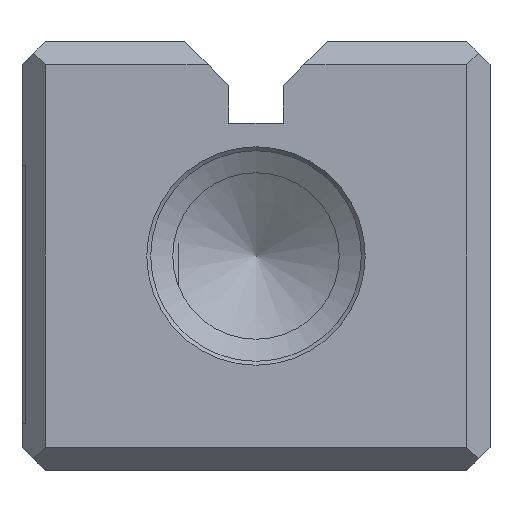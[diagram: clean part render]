
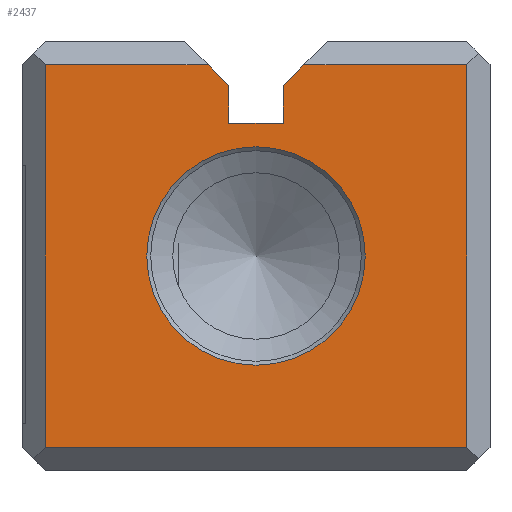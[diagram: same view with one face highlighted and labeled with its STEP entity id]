
A CAD part, front view. The second image highlights one B-rep face of the part: STEP entity #2437.
In plain terms, the highlighted planar face has unit normal (0, -1, 0).
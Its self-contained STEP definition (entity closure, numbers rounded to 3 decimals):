
#2437=ADVANCED_FACE('',(#3267,#3268),#2786,.T.);
#2786=PLANE('',#8361);
#3020=CIRCLE('',#8360,1.4);
#3267=FACE_BOUND('',#3395,.T.);
#3268=FACE_BOUND('',#3396,.T.);
#3395=EDGE_LOOP('',(#4033,#4034,#4035,#4036,#4037,#4038,#4039,#4040,#4041,
#4042));
#3396=EDGE_LOOP('',(#4043));
#4033=ORIENTED_EDGE('',*,*,#6395,.T.);
#4034=ORIENTED_EDGE('',*,*,#6396,.F.);
#4035=ORIENTED_EDGE('',*,*,#6397,.F.);
#4036=ORIENTED_EDGE('',*,*,#6398,.F.);
#4037=ORIENTED_EDGE('',*,*,#6399,.T.);
#4038=ORIENTED_EDGE('',*,*,#6400,.T.);
#4039=ORIENTED_EDGE('',*,*,#6401,.T.);
#4040=ORIENTED_EDGE('',*,*,#6402,.T.);
#4041=ORIENTED_EDGE('',*,*,#6403,.T.);
#4042=ORIENTED_EDGE('',*,*,#6404,.F.);
#4043=ORIENTED_EDGE('',*,*,#6405,.T.);
#5793=VERTEX_POINT('',#10641);
#5794=VERTEX_POINT('',#10642);
#5795=VERTEX_POINT('',#10644);
#5796=VERTEX_POINT('',#10646);
#5797=VERTEX_POINT('',#10648);
#5798=VERTEX_POINT('',#10650);
#5799=VERTEX_POINT('',#10652);
#5800=VERTEX_POINT('',#10654);
#5801=VERTEX_POINT('',#10656);
#5802=VERTEX_POINT('',#10658);
#5803=VERTEX_POINT('',#10661);
#6395=EDGE_CURVE('',#5793,#5794,#7193,.T.);
#6396=EDGE_CURVE('',#5795,#5794,#7194,.T.);
#6397=EDGE_CURVE('',#5796,#5795,#7195,.T.);
#6398=EDGE_CURVE('',#5797,#5796,#7196,.T.);
#6399=EDGE_CURVE('',#5797,#5798,#7197,.T.);
#6400=EDGE_CURVE('',#5798,#5799,#7198,.T.);
#6401=EDGE_CURVE('',#5799,#5800,#7199,.T.);
#6402=EDGE_CURVE('',#5800,#5801,#7200,.T.);
#6403=EDGE_CURVE('',#5801,#5802,#7201,.T.);
#6404=EDGE_CURVE('',#5793,#5802,#7202,.T.);
#6405=EDGE_CURVE('',#5803,#5803,#3020,.T.);
#7193=LINE('',#10640,#7853);
#7194=LINE('',#10643,#7854);
#7195=LINE('',#10645,#7855);
#7196=LINE('',#10647,#7856);
#7197=LINE('',#10649,#7857);
#7198=LINE('',#10651,#7858);
#7199=LINE('',#10653,#7859);
#7200=LINE('',#10655,#7860);
#7201=LINE('',#10657,#7861);
#7202=LINE('',#10659,#7862);
#7853=VECTOR('',#8833,1.);
#7854=VECTOR('',#8834,1.);
#7855=VECTOR('',#8835,1.);
#7856=VECTOR('',#8836,1.);
#7857=VECTOR('',#8837,1.);
#7858=VECTOR('',#8838,1.);
#7859=VECTOR('',#8839,1.);
#7860=VECTOR('',#8840,1.);
#7861=VECTOR('',#8841,1.);
#7862=VECTOR('',#8842,1.);
#8360=AXIS2_PLACEMENT_3D('',#10660,#8843,#8844);
#8361=AXIS2_PLACEMENT_3D('',#10662,#8845,#8846);
#8833=DIRECTION('',(0.,0.,-1.));
#8834=DIRECTION('',(1.,0.,0.));
#8835=DIRECTION('',(0.,0.,-1.));
#8836=DIRECTION('',(0.707,0.,-0.707));
#8837=DIRECTION('',(-1.,0.,0.));
#8838=DIRECTION('',(0.,0.,-1.));
#8839=DIRECTION('',(1.,0.,0.));
#8840=DIRECTION('',(0.,0.,1.));
#8841=DIRECTION('',(-1.,0.,0.));
#8842=DIRECTION('',(0.707,0.,0.707));
#8843=DIRECTION('',(0.,1.,0.));
#8844=DIRECTION('',(0.,0.,1.));
#8845=DIRECTION('',(0.,-1.,0.));
#8846=DIRECTION('',(0.,0.,1.));
#10640=CARTESIAN_POINT('',(3.35,0.,4.45));
#10641=CARTESIAN_POINT('',(3.35,0.,4.936));
#10642=CARTESIAN_POINT('',(3.35,0.,4.45));
#10643=CARTESIAN_POINT('',(2.65,0.,4.45));
#10644=CARTESIAN_POINT('',(2.65,0.,4.45));
#10645=CARTESIAN_POINT('',(2.65,0.,4.45));
#10646=CARTESIAN_POINT('',(2.65,0.,4.936));
#10647=CARTESIAN_POINT('',(2.086,0.,5.5));
#10648=CARTESIAN_POINT('',(2.386,0.,5.2));
#10649=CARTESIAN_POINT('',(3.,0.,5.2));
#10650=CARTESIAN_POINT('',(0.3,0.,5.2));
#10651=CARTESIAN_POINT('',(0.3,0.,0.));
#10652=CARTESIAN_POINT('',(0.3,0.,0.3));
#10653=CARTESIAN_POINT('',(3.,0.,0.3));
#10654=CARTESIAN_POINT('',(5.7,0.,0.3));
#10655=CARTESIAN_POINT('',(5.7,0.,0.));
#10656=CARTESIAN_POINT('',(5.7,0.,5.2));
#10657=CARTESIAN_POINT('',(3.,0.,5.2));
#10658=CARTESIAN_POINT('',(3.614,0.,5.2));
#10659=CARTESIAN_POINT('',(3.,0.,4.586));
#10660=CARTESIAN_POINT('',(3.,0.,2.75));
#10661=CARTESIAN_POINT('',(3.,0.,4.15));
#10662=CARTESIAN_POINT('',(3.,0.,0.));
